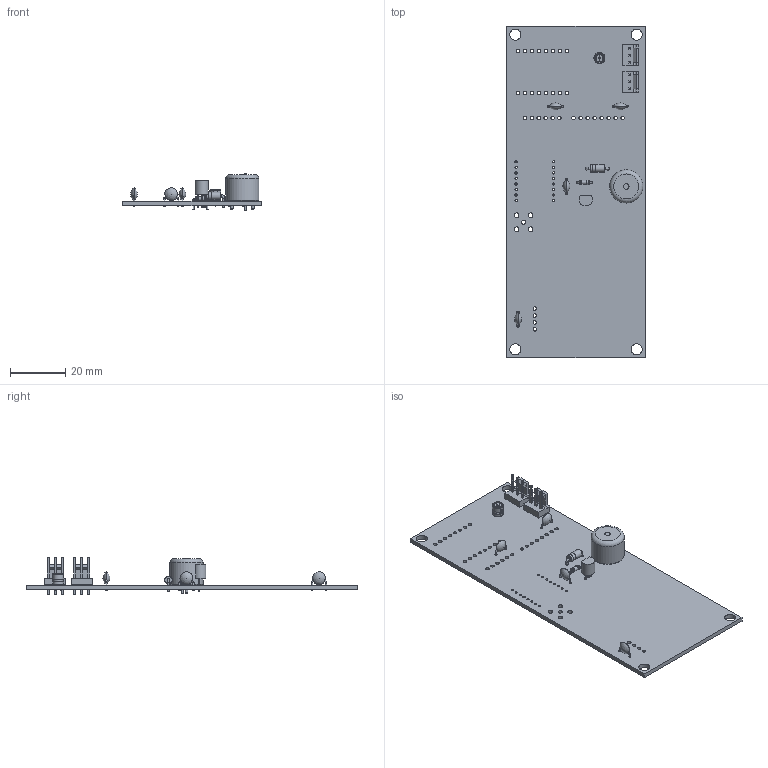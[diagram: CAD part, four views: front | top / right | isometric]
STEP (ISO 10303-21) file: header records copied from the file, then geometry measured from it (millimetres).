
FILE_DESCRIPTION(('KiCad electronic assembly'),'2;1');
FILE_NAME('CDB.step','2025-09-12T10:35:32',('Pcbnew'),('Kicad'), 'Open CASCADE STEP processor 7.8','KiCad to STEP converter','Unknown' );
FILE_SCHEMA(('AUTOMOTIVE_DESIGN { 1 0 10303 214 1 1 1 1 }'));
Length unit declared in the file: millimetre
Products named in the file (16): CDB 1; D_DO-41_SOD81_P7.62mm_Horizontal; CP_Radial_D4.0mm_P2.00mm; CP_Radial_D40mm_P200mm; C_Disc_D4.7mm_W2.5mm_P5.00mm; C_Disc_D47mm_W25mm_P500mm; FanPinHeader_1x03_P2.54mm_Vertical; Fan_Pin_Header_Straight_1x03; R_Axial_DIN0204_L3.6mm_D1.6mm_P5.08mm_Horizontal; R_Axial_DIN0204_L36mm_D16mm_P508mm_Horizontal; TO-92_Inline; TO-92_Inline_Narrow; Buzzer_12x9.5RM7.6; Buzzer_12x95RM76; CDB_PCB
Assembly tree (19 placements, depth 3):
  CDB 1
    D_DO-41_SOD81_P7.62mm_Horizontal
      D_DO-41_SOD81_P7.62mm_Horizontal
    CP_Radial_D4.0mm_P2.00mm
      CP_Radial_D40mm_P200mm
    C_Disc_D4.7mm_W2.5mm_P5.00mm  x4
      C_Disc_D47mm_W25mm_P500mm
    FanPinHeader_1x03_P2.54mm_Vertical  x2
      Fan_Pin_Header_Straight_1x03
    R_Axial_DIN0204_L3.6mm_D1.6mm_P5.08mm_Horizontal
      R_Axial_DIN0204_L36mm_D16mm_P508mm_Horizontal
    TO-92_Inline
      TO-92_Inline_Narrow
    Buzzer_12x9.5RM7.6
      Buzzer_12x95RM76
    CDB_PCB
Bounding box: 50 x 120 x 13.5 mm (x, y, z)
Volume: 11029.8 mm3; surface area: 14557.4 mm2
Topology: 12 solids, 13 shells, 390 faces, 919 edges, 575 vertices
Faces by surface type: plane 215, cylinder 133, revolution 14, torus 12, bspline 8, sphere 8
Full cylindrical faces by diameter (mm): 0.3 x2, 0.5 x18, 0.6 x2, 0.7 x2, 0.75 x3, 0.8 x28, 0.9 x2, 1 x2, 1.02 x6, 1.1 x2, 1.27 x34, 1.44 x1, 1.5 x1, 1.6 x2, 1.7 x4, 2 x1, 2.7 x2, 2.72 x1, 4 x4, 12 x1
Entity records: 11426 total; most frequent: CARTESIAN_POINT 2591, DIRECTION 1526, ORIENTED_EDGE 1364, EDGE_CURVE 682, AXIS2_PLACEMENT_3D 577, FACE_BOUND 478, EDGE_LOOP 478, VERTEX_POINT 434
